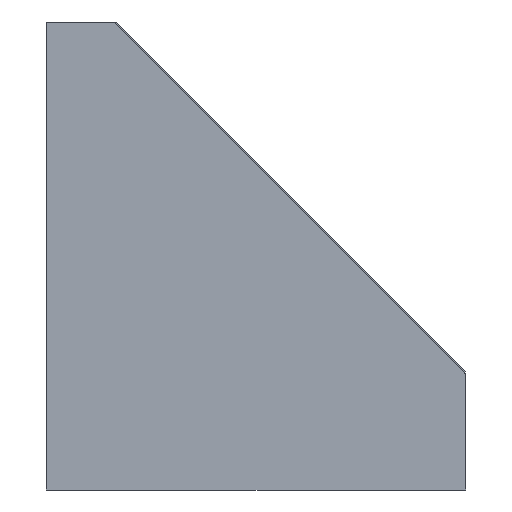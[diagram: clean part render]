
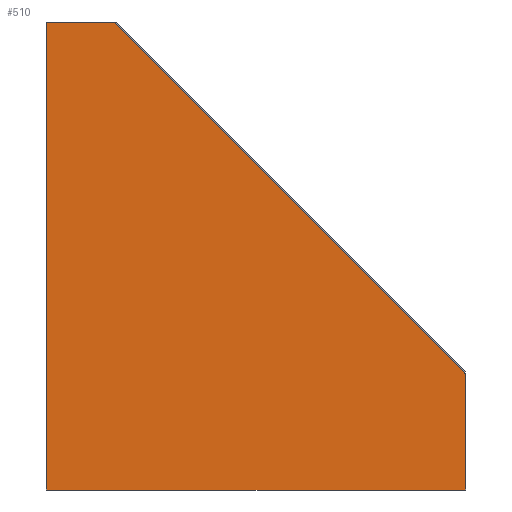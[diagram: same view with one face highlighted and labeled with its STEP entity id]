
A CAD part, front view. The second image highlights one B-rep face of the part: STEP entity #510.
In plain terms, the highlighted planar face has unit normal (0, -1, 0).
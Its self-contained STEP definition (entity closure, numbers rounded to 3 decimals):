
#16=B_SPLINE_CURVE_WITH_KNOTS('',3,(#750,#751,#752,#753,#754,#755,#756,
#757,#758,#759),.UNSPECIFIED.,.F.,.F.,(4,2,2,2,4),(0.027,0.034,
0.066,0.098,0.106),.UNSPECIFIED.);
#21=FACE_OUTER_BOUND('',#46,.T.);
#46=EDGE_LOOP('',(#335,#336,#337,#338,#339,#340,#341,#342,#343,#344,#345));
#84=LINE('',#740,#150);
#85=LINE('',#742,#151);
#86=LINE('',#744,#152);
#87=LINE('',#746,#153);
#88=LINE('',#748,#154);
#89=LINE('',#761,#155);
#90=LINE('',#763,#156);
#91=LINE('',#765,#157);
#92=LINE('',#767,#158);
#93=LINE('',#768,#159);
#150=VECTOR('',#603,10.);
#151=VECTOR('',#604,10.);
#152=VECTOR('',#605,10.);
#153=VECTOR('',#606,10.);
#154=VECTOR('',#607,10.);
#155=VECTOR('',#608,10.);
#156=VECTOR('',#609,10.);
#157=VECTOR('',#610,10.);
#158=VECTOR('',#611,10.);
#159=VECTOR('',#612,10.);
#216=VERTEX_POINT('',#738);
#217=VERTEX_POINT('',#739);
#218=VERTEX_POINT('',#741);
#219=VERTEX_POINT('',#743);
#220=VERTEX_POINT('',#745);
#221=VERTEX_POINT('',#747);
#222=VERTEX_POINT('',#749);
#223=VERTEX_POINT('',#760);
#224=VERTEX_POINT('',#762);
#225=VERTEX_POINT('',#764);
#226=VERTEX_POINT('',#766);
#264=EDGE_CURVE('',#216,#217,#84,.T.);
#265=EDGE_CURVE('',#217,#218,#85,.T.);
#266=EDGE_CURVE('',#219,#218,#86,.T.);
#267=EDGE_CURVE('',#219,#220,#87,.T.);
#268=EDGE_CURVE('',#220,#221,#88,.T.);
#269=EDGE_CURVE('',#222,#221,#16,.T.);
#270=EDGE_CURVE('',#223,#222,#89,.T.);
#271=EDGE_CURVE('',#223,#224,#90,.T.);
#272=EDGE_CURVE('',#224,#225,#91,.T.);
#273=EDGE_CURVE('',#226,#225,#92,.T.);
#274=EDGE_CURVE('',#216,#226,#93,.T.);
#335=ORIENTED_EDGE('',*,*,#264,.T.);
#336=ORIENTED_EDGE('',*,*,#265,.T.);
#337=ORIENTED_EDGE('',*,*,#266,.F.);
#338=ORIENTED_EDGE('',*,*,#267,.T.);
#339=ORIENTED_EDGE('',*,*,#268,.T.);
#340=ORIENTED_EDGE('',*,*,#269,.F.);
#341=ORIENTED_EDGE('',*,*,#270,.F.);
#342=ORIENTED_EDGE('',*,*,#271,.T.);
#343=ORIENTED_EDGE('',*,*,#272,.T.);
#344=ORIENTED_EDGE('',*,*,#273,.F.);
#345=ORIENTED_EDGE('',*,*,#274,.F.);
#460=PLANE('',#558);
#510=ADVANCED_FACE('',(#21),#460,.F.);
#558=AXIS2_PLACEMENT_3D('',#737,#601,#602);
#601=DIRECTION('center_axis',(0.,1.,0.));
#602=DIRECTION('ref_axis',(0.,0.,1.));
#603=DIRECTION('',(1.,0.,0.));
#604=DIRECTION('',(0.,0.,1.));
#605=DIRECTION('',(1.,0.,0.));
#606=DIRECTION('',(0.707,0.,0.707));
#607=DIRECTION('',(-0.707,0.,0.707));
#608=DIRECTION('',(1.,0.,0.));
#609=DIRECTION('',(-1.,0.,0.));
#610=DIRECTION('',(0.,0.,-1.));
#611=DIRECTION('',(-1.,0.,0.));
#612=DIRECTION('',(-1.,0.,0.));
#737=CARTESIAN_POINT('Origin',(118.872,-0.55,-200.347));
#738=CARTESIAN_POINT('',(298.9,-0.55,-334.));
#739=CARTESIAN_POINT('',(299.45,-0.55,-334.));
#740=CARTESIAN_POINT('',(59.436,-0.55,-334.));
#741=CARTESIAN_POINT('',(299.45,-0.55,-250.456));
#742=CARTESIAN_POINT('',(299.45,-0.55,-246.288));
#743=CARTESIAN_POINT('',(298.9,-0.55,-250.456));
#744=CARTESIAN_POINT('',(209.436,-0.55,-250.456));
#745=CARTESIAN_POINT('',(299.289,-0.55,-250.067));
#746=CARTESIAN_POINT('',(266.615,-0.55,-282.741));
#747=CARTESIAN_POINT('',(49.222,-0.55,0.));
#748=CARTESIAN_POINT('',(179.206,-0.55,-129.983));
#749=CARTESIAN_POINT('',(48.444,-0.55,0.));
#750=CARTESIAN_POINT('Ctrl Pts',(48.444,-0.55,0.));
#751=CARTESIAN_POINT('Ctrl Pts',(48.466,-0.55,-0.003));
#752=CARTESIAN_POINT('Ctrl Pts',(48.487,-0.55,-0.005));
#753=CARTESIAN_POINT('Ctrl Pts',(48.616,-0.55,-0.02));
#754=CARTESIAN_POINT('Ctrl Pts',(48.723,-0.55,-0.031));
#755=CARTESIAN_POINT('Ctrl Pts',(48.935,-0.55,-0.037));
#756=CARTESIAN_POINT('Ctrl Pts',(49.036,-0.55,-0.032));
#757=CARTESIAN_POINT('Ctrl Pts',(49.167,-0.55,-0.011));
#758=CARTESIAN_POINT('Ctrl Pts',(49.195,-0.55,-0.006));
#759=CARTESIAN_POINT('Ctrl Pts',(49.222,-0.55,0.));
#760=CARTESIAN_POINT('',(1.1,-0.55,0.));
#761=CARTESIAN_POINT('',(50.,-0.55,0.));
#762=CARTESIAN_POINT('',(0.55,-0.55,0.));
#763=CARTESIAN_POINT('',(59.711,-0.55,0.));
#764=CARTESIAN_POINT('',(0.55,-0.55,-334.));
#765=CARTESIAN_POINT('',(0.55,-0.55,-183.674));
#766=CARTESIAN_POINT('',(1.1,-0.55,-334.));
#767=CARTESIAN_POINT('',(59.436,-0.55,-334.));
#768=CARTESIAN_POINT('',(0.,-0.55,-334.));
